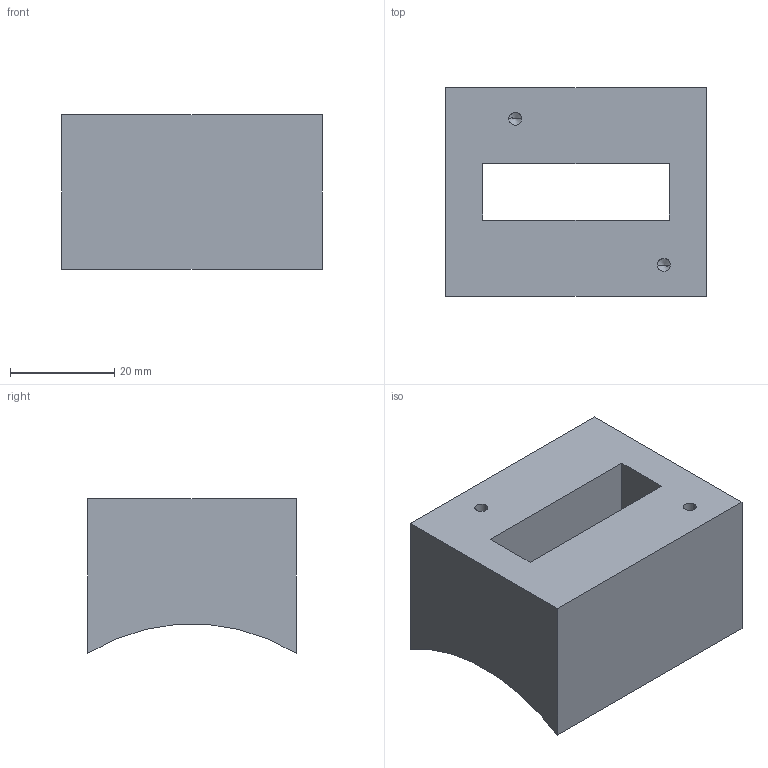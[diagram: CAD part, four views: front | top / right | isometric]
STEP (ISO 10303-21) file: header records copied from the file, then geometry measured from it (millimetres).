
FILE_DESCRIPTION(('CATIA V5 STEP','CAx-IF Rec.Pracs.--- Model Styling and Organization---1.4--- 2014-01-23','CAx-IF Rec.Pracs.--- Geometric and Assembly Validation Properties ---4.2---2014-10-09','CAx-IF Rec.Pracs.---3D Tessellated Data Validation Properties---0.5---2014-09-14'),'2;1');
FILE_NAME('CRABE_SUPPORT_6R_ADMI.stp','2023-12-19T17:17:56+00:00',('SAFRAN AIRCRAFT ENGINES'),('SAFRAN'),'CATIA Version 5-6 Release 2018 SP4 HF70','CATIA V5 STEP AP242','none');
FILE_SCHEMA(('AP242_MANAGED_MODEL_BASED_3D_ENGINEERING_MIM_LF {1 0 10303 442 1 1 4}'));
Length unit declared in the file: millimetre
Products named in the file (1): CRABE_SUPPORT_6R_ADMI
Bounding box: 50 x 40 x 29.69 mm (x, y, z)
Volume: 42195.2 mm3; surface area: 10911.4 mm2
Topology: 1 solids, 1 shells, 18 faces, 44 edges, 26 vertices
Faces by surface type: plane 9, cylinder 5, cone 4
Entity records: 515 total; most frequent: CARTESIAN_POINT 85, ORIENTED_EDGE 80, DIRECTION 68, EDGE_CURVE 40, VECTOR 28, LINE 28, AXIS2_PLACEMENT_3D 27, VERTEX_POINT 26
